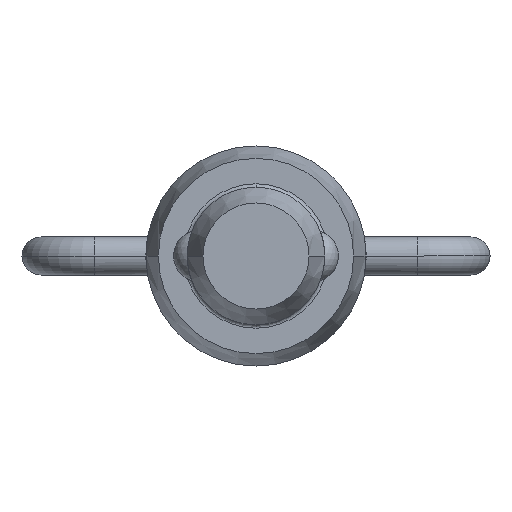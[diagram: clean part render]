
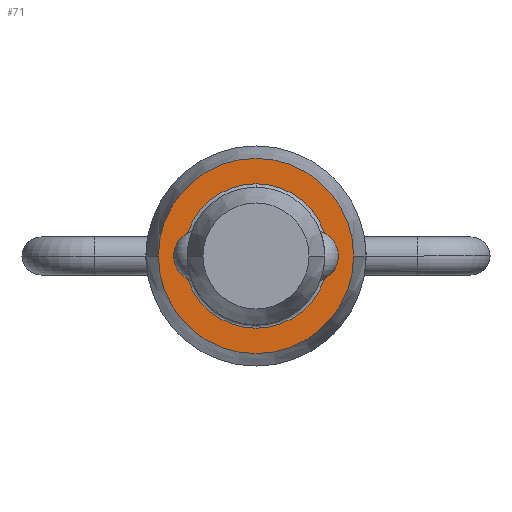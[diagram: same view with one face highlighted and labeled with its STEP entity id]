
A CAD part, front view. The second image highlights one B-rep face of the part: STEP entity #71.
In plain terms, the highlighted planar face has unit normal (0, -1, 0).
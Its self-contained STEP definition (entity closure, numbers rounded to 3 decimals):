
#71=ADVANCED_FACE('',(#173,#174),#175,.T.);
#173=FACE_OUTER_BOUND('',#306,.T.);
#174=FACE_BOUND('',#307,.T.);
#175=PLANE('',#308);
#306=EDGE_LOOP('',(#449,#450));
#307=EDGE_LOOP('',(#451,#452,#453));
#308=AXIS2_PLACEMENT_3D('',#454,#455,#456);
#449=ORIENTED_EDGE('',*,*,#806,.T.);
#450=ORIENTED_EDGE('',*,*,#807,.T.);
#451=ORIENTED_EDGE('',*,*,#808,.T.);
#452=ORIENTED_EDGE('',*,*,#809,.T.);
#453=ORIENTED_EDGE('',*,*,#810,.T.);
#454=CARTESIAN_POINT('',(-5.259,0.0,0.0));
#455=DIRECTION('',(0.,-1.0,0.0));
#456=DIRECTION('',(1.0,0.,0.0));
#806=EDGE_CURVE('',#961,#962,#963,.T.);
#807=EDGE_CURVE('',#962,#961,#964,.T.);
#808=EDGE_CURVE('',#965,#966,#967,.T.);
#809=EDGE_CURVE('',#966,#968,#969,.T.);
#810=EDGE_CURVE('',#968,#965,#970,.T.);
#961=VERTEX_POINT('',#1190);
#962=VERTEX_POINT('',#1191);
#963=CIRCLE('',#1192,5.632);
#964=CIRCLE('',#1193,5.632);
#965=VERTEX_POINT('',#1194);
#966=VERTEX_POINT('',#1195);
#967=CIRCLE('',#1196,4.169);
#968=VERTEX_POINT('',#1197);
#969=CIRCLE('',#1198,4.169);
#970=CIRCLE('',#1199,4.169);
#1190=CARTESIAN_POINT('',(-5.632,0.0,0.0));
#1191=CARTESIAN_POINT('',(5.632,0.,0.));
#1192=AXIS2_PLACEMENT_3D('',#1562,#1563,#1564);
#1193=AXIS2_PLACEMENT_3D('',#1565,#1566,#1567);
#1194=CARTESIAN_POINT('',(-4.169,0.0,0.0));
#1195=CARTESIAN_POINT('',(0.,0.,4.169));
#1196=AXIS2_PLACEMENT_3D('',#1568,#1569,#1570);
#1197=CARTESIAN_POINT('',(0.,0.,-4.169));
#1198=AXIS2_PLACEMENT_3D('',#1571,#1572,#1573);
#1199=AXIS2_PLACEMENT_3D('',#1574,#1575,#1576);
#1562=CARTESIAN_POINT('',(0.,0.0,0.));
#1563=DIRECTION('',(0.,-1.0,0.0));
#1564=DIRECTION('',(-1.0,0.,0.0));
#1565=CARTESIAN_POINT('',(0.,0.0,0.));
#1566=DIRECTION('',(0.,-1.0,0.0));
#1567=DIRECTION('',(-1.0,0.,0.0));
#1568=CARTESIAN_POINT('',(0.,0.0,0.0));
#1569=DIRECTION('',(0.,1.0,0.0));
#1570=DIRECTION('',(-1.0,0.,0.0));
#1571=CARTESIAN_POINT('',(0.,0.0,0.0));
#1572=DIRECTION('',(0.,1.0,0.0));
#1573=DIRECTION('',(-1.0,0.,0.0));
#1574=CARTESIAN_POINT('',(0.,0.0,0.0));
#1575=DIRECTION('',(0.,1.0,0.0));
#1576=DIRECTION('',(-1.0,0.,0.0));
